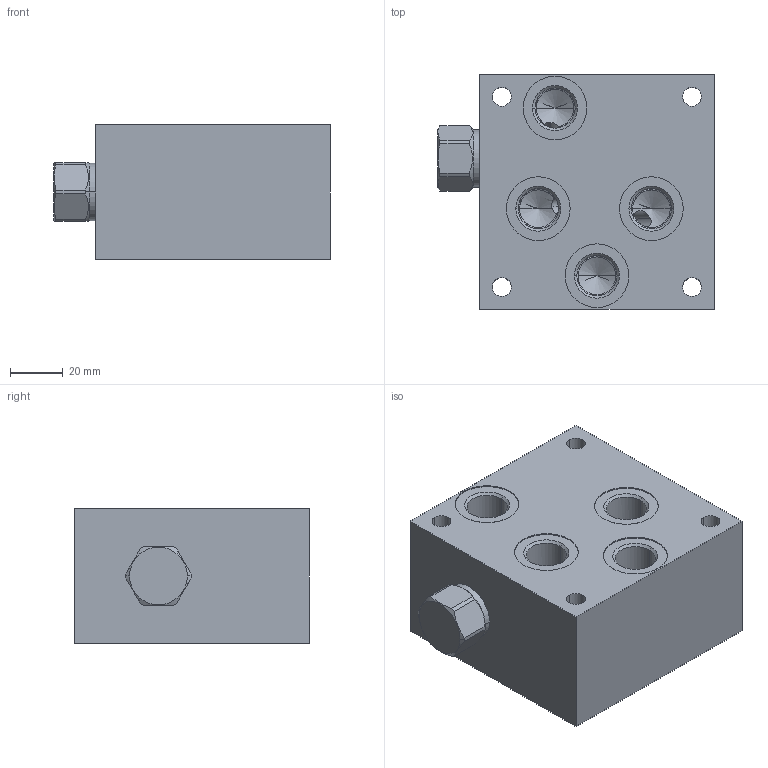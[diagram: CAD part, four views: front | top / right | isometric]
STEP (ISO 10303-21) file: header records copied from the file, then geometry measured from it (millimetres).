
FILE_DESCRIPTION((''),'2;1');
FILE_NAME('WJR_ASM','2020-11-17T',('ProEService'),(''),'PRO/ENGINEER BY PARAMETRIC TECHNOLOGY CORPORATION, 2014200','PRO/ENGINEER BY PARAMETRIC TECHNOLOGY CORPORATION, 2014200','');
FILE_SCHEMA(('CONFIG_CONTROL_DESIGN'));
Length unit declared in the file: inch
Products named in the file (3): 150-555-003; CXCDXCN; WJR_ASM
Assembly tree (2 placements, depth 2):
  WJR_ASM
    150-555-003
    CXCDXCN
Bounding box: 104.78 x 88.9 x 50.8 mm (x, y, z)
Volume: 359809 mm3; surface area: 57098.2 mm2
Topology: 4 solids, 4 shells, 306 faces, 1014 edges, 844 vertices
Faces by surface type: cylinder 135, cone 80, plane 55, torus 22, revolution 8, sphere 6
Entity records: 12968 total; most frequent: CARTESIAN_POINT 4313, DIRECTION 1835, ORIENTED_EDGE 1478, EDGE_CURVE 739, AXIS2_PLACEMENT_3D 655, VECTOR 517, LINE 517, VERTEX_POINT 460
